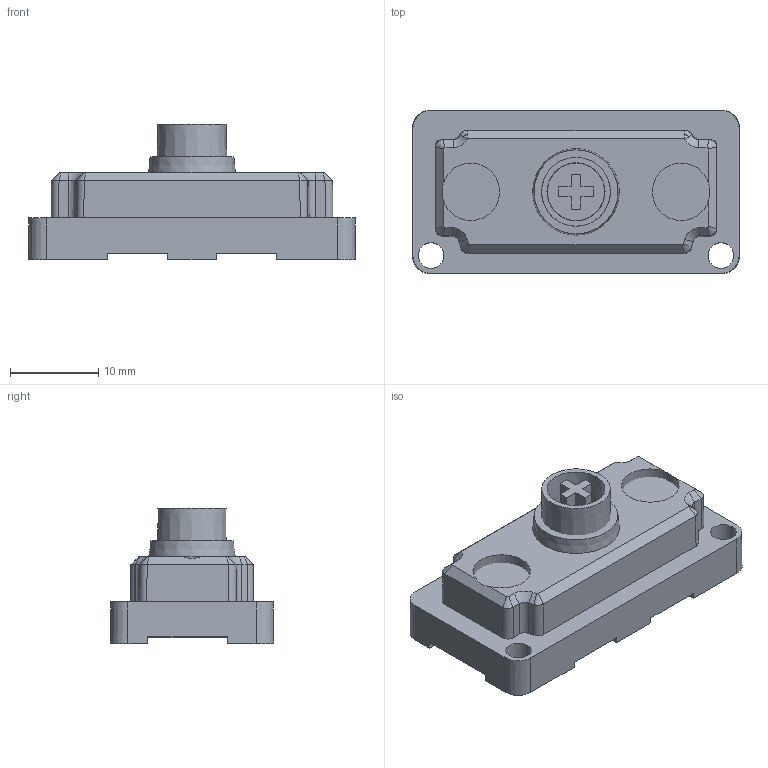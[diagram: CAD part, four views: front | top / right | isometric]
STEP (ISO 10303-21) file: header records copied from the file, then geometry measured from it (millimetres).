
FILE_DESCRIPTION(/* description */ (''),/* implementation_level */ '2;1');
FILE_NAME(/* name */ 'Topre_OEM_2U.step',/* time_stamp */ '2023-01-01T19:37:11+01:00',/* author */ (''),/* organization */ (''),/* preprocessor_version */ 'ST-DEVELOPER v19.2',/* originating_system */ 'Autodesk Translation Framework v11.17.0.187',/* authorisation */ '');
FILE_SCHEMA (('AUTOMOTIVE_DESIGN { 1 0 10303 214 3 1 1 }'));
Length unit declared in the file: millimetre
Products named in the file (3): Topre_OEM_2U; 2U Housing KLC; 2U Stem KLC
Assembly tree (2 placements, depth 2):
  Topre_OEM_2U
    2U Housing KLC
    2U Stem KLC
Bounding box: 37 x 18.5 x 15.35 mm (x, y, z)
Volume: 5250.7 mm3; surface area: 4089.3 mm2
Topology: 2 solids, 3 shells, 181 faces, 520 edges, 344 vertices
Faces by surface type: plane 115, cone 32, cylinder 30, bspline 4
Full cylindrical faces by diameter (mm): 2.9 x2, 6.5 x2
Entity records: 6610 total; most frequent: CARTESIAN_POINT 1661, ORIENTED_EDGE 1040, DIRECTION 998, EDGE_CURVE 520, LINE 378, VECTOR 378, VERTEX_POINT 344, AXIS2_PLACEMENT_3D 310
